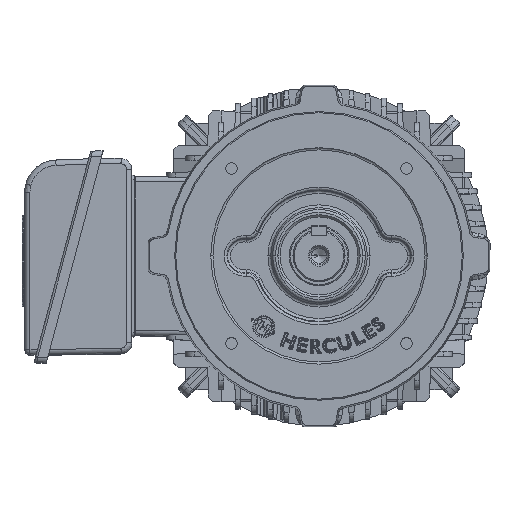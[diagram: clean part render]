
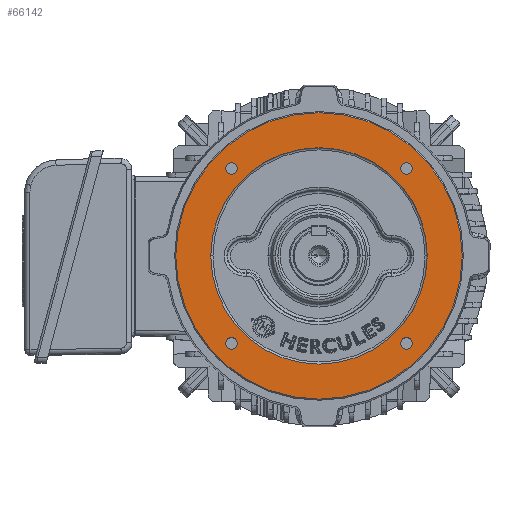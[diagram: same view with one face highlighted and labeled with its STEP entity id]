
A CAD part, top view. The second image highlights one B-rep face of the part: STEP entity #66142.
In plain terms, the highlighted face is planar.
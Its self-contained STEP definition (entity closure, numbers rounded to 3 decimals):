
#157 = ORIENTED_EDGE ( 'NONE', *, *, #24959, .F. ) ;
#1228 = EDGE_CURVE ( 'NONE', #94994, #104494, #33485, .T. ) ;
#1283 = CARTESIAN_POINT ( 'NONE',  ( -11., 0., 100. ) ) ;
#7262 = CARTESIAN_POINT ( 'NONE',  ( -11., 0., -100. ) ) ;
#7913 = CARTESIAN_POINT ( 'NONE',  ( -11., 80.822, 86.18 ) ) ;
#8359 = ORIENTED_EDGE ( 'NONE', *, *, #126655, .F. ) ;
#9573 = VERTEX_POINT ( 'NONE', #63864 ) ;
#10025 = CARTESIAN_POINT ( 'NONE',  ( -11., 80.822, -86.18 ) ) ;
#10859 = ORIENTED_EDGE ( 'NONE', *, *, #12980, .T. ) ;
#11247 = AXIS2_PLACEMENT_3D ( 'NONE', #100131, #144016, #80306 ) ;
#12980 = EDGE_CURVE ( 'NONE', #104494, #94994, #78138, .T. ) ;
#15163 = EDGE_CURVE ( 'NONE', #49242, #144268, #120544, .T. ) ;
#15708 = AXIS2_PLACEMENT_3D ( 'NONE', #88853, #45703, #121070 ) ;
#17350 = CARTESIAN_POINT ( 'NONE',  ( -11., 80.822, -75.464 ) ) ;
#18193 = CARTESIAN_POINT ( 'NONE',  ( -11., -80.822, 75.464 ) ) ;
#19282 = CARTESIAN_POINT ( 'NONE',  ( -11., 0., 0. ) ) ;
#20715 = ORIENTED_EDGE ( 'NONE', *, *, #23818, .F. ) ;
#21312 = VERTEX_POINT ( 'NONE', #45008 ) ;
#21872 = DIRECTION ( 'NONE',  ( -1., 0., 0. ) ) ;
#22936 = CIRCLE ( 'NONE', #11247, 5.358 ) ;
#23818 = EDGE_CURVE ( 'NONE', #139839, #76034, #22936, .T. ) ;
#24959 = EDGE_CURVE ( 'NONE', #67980, #140163, #74454, .T. ) ;
#25159 = DIRECTION ( 'NONE',  ( 0., 0., 1. ) ) ;
#30725 = DIRECTION ( 'NONE',  ( 0., 0., 1. ) ) ;
#32001 = DIRECTION ( 'NONE',  ( -1., 0., 0. ) ) ;
#33485 = CIRCLE ( 'NONE', #66184, 132.35 ) ;
#35624 = EDGE_CURVE ( 'NONE', #76034, #139839, #110985, .T. ) ;
#36729 = CIRCLE ( 'NONE', #15708, 5.358 ) ;
#37001 = EDGE_LOOP ( 'NONE', ( #8359, #157 ) ) ;
#37318 = EDGE_LOOP ( 'NONE', ( #95017, #38418 ) ) ;
#37569 = CIRCLE ( 'NONE', #119318, 5.358 ) ;
#38418 = ORIENTED_EDGE ( 'NONE', *, *, #138437, .F. ) ;
#39376 = AXIS2_PLACEMENT_3D ( 'NONE', #81242, #84139, #82702 ) ;
#45008 = CARTESIAN_POINT ( 'NONE',  ( -11., -80.822, -75.464 ) ) ;
#45703 = DIRECTION ( 'NONE',  ( -1., 0., 0. ) ) ;
#48537 = ORIENTED_EDGE ( 'NONE', *, *, #112018, .F. ) ;
#49242 = VERTEX_POINT ( 'NONE', #17350 ) ;
#49373 = CIRCLE ( 'NONE', #119395, 5.358 ) ;
#49779 = EDGE_LOOP ( 'NONE', ( #81542, #20715 ) ) ;
#49910 = CARTESIAN_POINT ( 'NONE',  ( -11., 0., 0. ) ) ;
#52506 = AXIS2_PLACEMENT_3D ( 'NONE', #80337, #124975, #68672 ) ;
#53434 = FACE_OUTER_BOUND ( 'NONE', #129286, .T. ) ;
#54164 = FACE_BOUND ( 'NONE', #49779, .T. ) ;
#56682 = EDGE_LOOP ( 'NONE', ( #83981, #100665 ) ) ;
#61472 = VERTEX_POINT ( 'NONE', #1283 ) ;
#63864 = CARTESIAN_POINT ( 'NONE',  ( -11., -80.822, -86.18 ) ) ;
#65072 = DIRECTION ( 'NONE',  ( 0., 0., 1. ) ) ;
#66142 = ADVANCED_FACE ( 'NONE', ( #53434, #110473, #54164, #133114, #98049, #87060 ), #98772, .T. ) ;
#66184 = AXIS2_PLACEMENT_3D ( 'NONE', #19282, #107839, #106418 ) ;
#67301 = DIRECTION ( 'NONE',  ( 0., 0., 1. ) ) ;
#67980 = VERTEX_POINT ( 'NONE', #18193 ) ;
#68672 = DIRECTION ( 'NONE',  ( 0., 0., 1. ) ) ;
#71946 = EDGE_CURVE ( 'NONE', #61472, #105800, #75703, .T. ) ;
#72488 = CARTESIAN_POINT ( 'NONE',  ( -11., 0., 132.35 ) ) ;
#72662 = CARTESIAN_POINT ( 'NONE',  ( -11., 80.822, -80.822 ) ) ;
#74454 = CIRCLE ( 'NONE', #39376, 5.358 ) ;
#75703 = CIRCLE ( 'NONE', #85109, 100. ) ;
#76034 = VERTEX_POINT ( 'NONE', #7913 ) ;
#78138 = CIRCLE ( 'NONE', #127252, 132.35 ) ;
#78890 = DIRECTION ( 'NONE',  ( 0., 0., 1. ) ) ;
#80306 = DIRECTION ( 'NONE',  ( 0., 0., 1. ) ) ;
#80337 = CARTESIAN_POINT ( 'NONE',  ( -11., 80.822, 80.822 ) ) ;
#80750 = CARTESIAN_POINT ( 'NONE',  ( -11., -80.822, 80.822 ) ) ;
#81242 = CARTESIAN_POINT ( 'NONE',  ( -11., -80.822, 80.822 ) ) ;
#81542 = ORIENTED_EDGE ( 'NONE', *, *, #35624, .F. ) ;
#82702 = DIRECTION ( 'NONE',  ( 0., 0., 1. ) ) ;
#82804 = AXIS2_PLACEMENT_3D ( 'NONE', #80750, #32001, #25159 ) ;
#83981 = ORIENTED_EDGE ( 'NONE', *, *, #15163, .F. ) ;
#84139 = DIRECTION ( 'NONE',  ( -1., 0., 0. ) ) ;
#84755 = DIRECTION ( 'NONE',  ( 0., 0., 1. ) ) ;
#85109 = AXIS2_PLACEMENT_3D ( 'NONE', #144827, #88495, #144105 ) ;
#87060 = FACE_BOUND ( 'NONE', #99547, .T. ) ;
#87601 = CIRCLE ( 'NONE', #106336, 100. ) ;
#88495 = DIRECTION ( 'NONE',  ( -1., 0., 0. ) ) ;
#88853 = CARTESIAN_POINT ( 'NONE',  ( -11., -80.822, -80.822 ) ) ;
#94994 = VERTEX_POINT ( 'NONE', #135215 ) ;
#95017 = ORIENTED_EDGE ( 'NONE', *, *, #132784, .F. ) ;
#97639 = CARTESIAN_POINT ( 'NONE',  ( -11., -80.822, 86.18 ) ) ;
#98049 = FACE_BOUND ( 'NONE', #37318, .T. ) ;
#98772 = PLANE ( 'NONE',  #109972 ) ;
#99450 = DIRECTION ( 'NONE',  ( -1., 0., 0. ) ) ;
#99547 = EDGE_LOOP ( 'NONE', ( #48537, #114544 ) ) ;
#100131 = CARTESIAN_POINT ( 'NONE',  ( -11., 80.822, 80.822 ) ) ;
#100665 = ORIENTED_EDGE ( 'NONE', *, *, #122285, .F. ) ;
#100933 = CARTESIAN_POINT ( 'NONE',  ( -11., 133.35, 0. ) ) ;
#104494 = VERTEX_POINT ( 'NONE', #72488 ) ;
#105800 = VERTEX_POINT ( 'NONE', #7262 ) ;
#106336 = AXIS2_PLACEMENT_3D ( 'NONE', #125687, #135925, #78890 ) ;
#106418 = DIRECTION ( 'NONE',  ( 0., 0., 1. ) ) ;
#106715 = DIRECTION ( 'NONE',  ( -1., 0., 0. ) ) ;
#107839 = DIRECTION ( 'NONE',  ( -1., 0., 0. ) ) ;
#109710 = CARTESIAN_POINT ( 'NONE',  ( -11., -80.822, -80.822 ) ) ;
#109972 = AXIS2_PLACEMENT_3D ( 'NONE', #100933, #133847, #67301 ) ;
#110473 = FACE_BOUND ( 'NONE', #56682, .T. ) ;
#110985 = CIRCLE ( 'NONE', #52506, 5.358 ) ;
#112018 = EDGE_CURVE ( 'NONE', #105800, #61472, #87601, .T. ) ;
#114544 = ORIENTED_EDGE ( 'NONE', *, *, #71946, .F. ) ;
#119318 = AXIS2_PLACEMENT_3D ( 'NONE', #132236, #106715, #84755 ) ;
#119395 = AXIS2_PLACEMENT_3D ( 'NONE', #109710, #21872, #30725 ) ;
#120544 = CIRCLE ( 'NONE', #134542, 5.358 ) ;
#121070 = DIRECTION ( 'NONE',  ( 0., 0., 1. ) ) ;
#122285 = EDGE_CURVE ( 'NONE', #144268, #49242, #37569, .T. ) ;
#123702 = ORIENTED_EDGE ( 'NONE', *, *, #1228, .T. ) ;
#124975 = DIRECTION ( 'NONE',  ( -1., 0., 0. ) ) ;
#125687 = CARTESIAN_POINT ( 'NONE',  ( -11., 0., 0. ) ) ;
#126655 = EDGE_CURVE ( 'NONE', #140163, #67980, #134260, .T. ) ;
#127252 = AXIS2_PLACEMENT_3D ( 'NONE', #49910, #130291, #141275 ) ;
#129286 = EDGE_LOOP ( 'NONE', ( #123702, #10859 ) ) ;
#130291 = DIRECTION ( 'NONE',  ( -1., 0., 0. ) ) ;
#132236 = CARTESIAN_POINT ( 'NONE',  ( -11., 80.822, -80.822 ) ) ;
#132784 = EDGE_CURVE ( 'NONE', #21312, #9573, #36729, .T. ) ;
#133114 = FACE_BOUND ( 'NONE', #37001, .T. ) ;
#133847 = DIRECTION ( 'NONE',  ( -1., 0., 0. ) ) ;
#134260 = CIRCLE ( 'NONE', #82804, 5.358 ) ;
#134542 = AXIS2_PLACEMENT_3D ( 'NONE', #72662, #99450, #65072 ) ;
#135215 = CARTESIAN_POINT ( 'NONE',  ( -11., 0., -132.35 ) ) ;
#135925 = DIRECTION ( 'NONE',  ( -1., 0., 0. ) ) ;
#138437 = EDGE_CURVE ( 'NONE', #9573, #21312, #49373, .T. ) ;
#139839 = VERTEX_POINT ( 'NONE', #142423 ) ;
#140163 = VERTEX_POINT ( 'NONE', #97639 ) ;
#141275 = DIRECTION ( 'NONE',  ( 0., 0., 1. ) ) ;
#142423 = CARTESIAN_POINT ( 'NONE',  ( -11., 80.822, 75.464 ) ) ;
#144016 = DIRECTION ( 'NONE',  ( -1., 0., 0. ) ) ;
#144105 = DIRECTION ( 'NONE',  ( 0., 0., 1. ) ) ;
#144268 = VERTEX_POINT ( 'NONE', #10025 ) ;
#144827 = CARTESIAN_POINT ( 'NONE',  ( -11., 0., 0. ) ) ;
